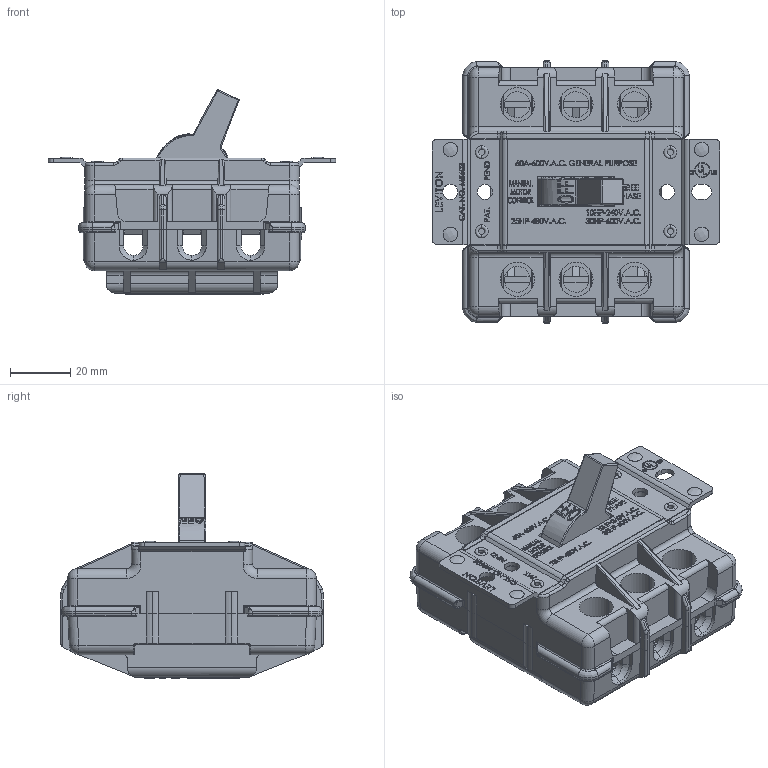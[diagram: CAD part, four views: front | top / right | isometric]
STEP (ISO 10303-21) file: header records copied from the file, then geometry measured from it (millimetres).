
FILE_DESCRIPTION (( 'STEP AP214' ), '1' );
FILE_NAME ('MS603-2.STEP', '2023-07-05T16:00:35', ( '' ), ( '' ), 'SwSTEP 2.0', 'SolidWorks 2020', '' );
FILE_SCHEMA (( 'AUTOMOTIVE_DESIGN' ));
Length unit declared in the file: inch
Products named in the file (1): MS603-2
Bounding box: 95.25 x 87.17 x 67.78 mm (x, y, z)
Surface area: 37632 mm2 (no closed solid volume)
Topology: 0 solids, 52 shells, 2166 faces, 8638 edges, 6273 vertices
Faces by surface type: plane 1221, cylinder 537, bspline 333, torus 46, cone 17, sphere 12
Entity records: 148299 total; most frequent: CARTESIAN_POINT 53487, ORIENTED_EDGE 13129, DIRECTION 11902, EDGE_CURVE 8614, VERTEX_POINT 6273, LINE 5890, VECTOR 5890, AXIS2_PLACEMENT_3D 3006
